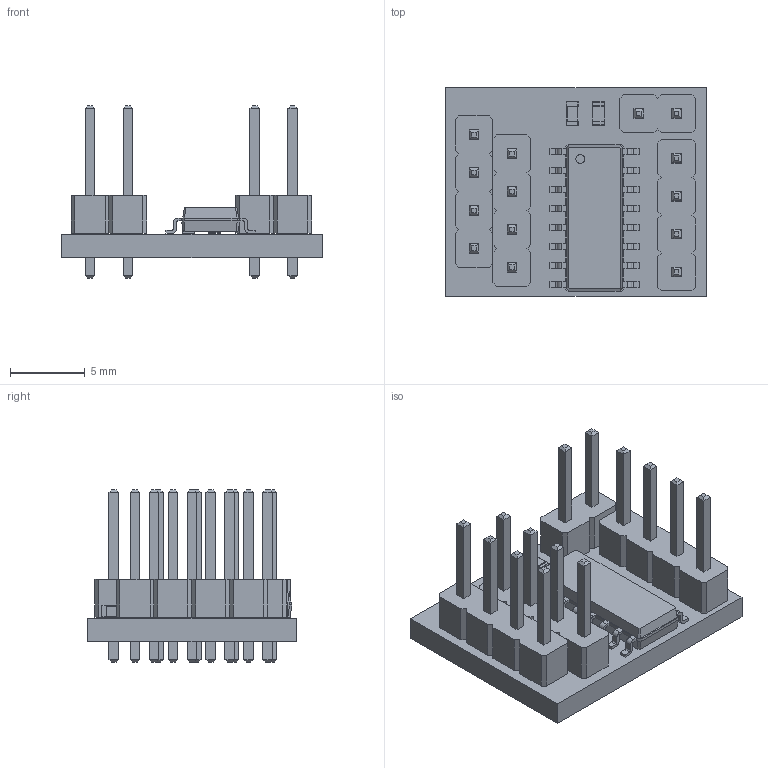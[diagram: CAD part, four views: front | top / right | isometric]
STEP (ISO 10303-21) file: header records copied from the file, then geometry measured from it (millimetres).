
FILE_DESCRIPTION(('KiCad electronic assembly'),'2;1');
FILE_NAME('receiver_mini.step','2018-12-14T01:55:08',('An Author'),( 'A Company'),'Open CASCADE STEP processor 6.9', 'KiCad to STEP converter','Unknown');
FILE_SCHEMA(('AUTOMOTIVE_DESIGN { 1 0 10303 214 1 1 1 1 }'));
Length unit declared in the file: millimetre
Products named in the file (12): Open CASCADE STEP translator 6.9 1; R_0603_1608Metric; SOLID; PinHeader_1x04_P2.54mm_Vertical; PinHeader_1x02_P2.54mm_Vertical; SOIC-16_3.9x9.9mm_P1.27mm; C_0603_1608Metric; COMPOUND
Assembly tree (13 placements, depth 3):
  Open CASCADE STEP translator 6.9 1
    R_0603_1608Metric
      SOLID
    PinHeader_1x04_P2.54mm_Vertical  x3
      SOLID
    PinHeader_1x02_P2.54mm_Vertical
      SOLID
    SOIC-16_3.9x9.9mm_P1.27mm
      SOLID
    C_0603_1608Metric
      SOLID
    COMPOUND
Bounding box: 17.5 x 14 x 11.54 mm (x, y, z)
Volume: 713.7 mm3; surface area: 1527.6 mm2
Topology: 8 solids, 8 shells, 702 faces, 1761 edges, 1106 vertices
Faces by surface type: plane 563, cylinder 99, bspline 40
Full cylindrical faces by diameter (mm): 0.6 x1, 1 x14
Entity records: 35485 total; most frequent: CARTESIAN_POINT 6093, DIRECTION 4773, LINE 3339, VECTOR 3339, ORIENTED_EDGE 2570, PCURVE 2570, DEFINITIONAL_REPRESENTATION 2570, EDGE_CURVE 1285
